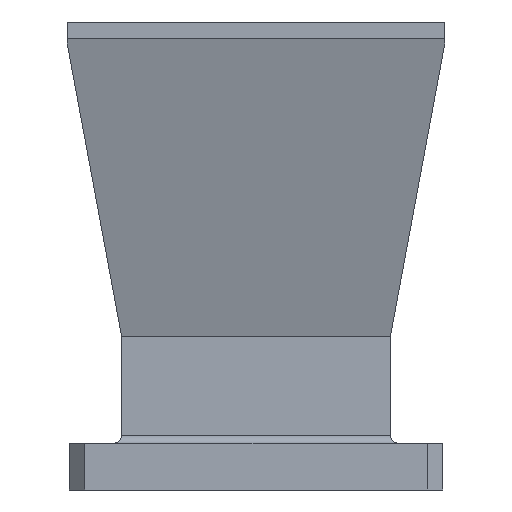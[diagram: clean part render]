
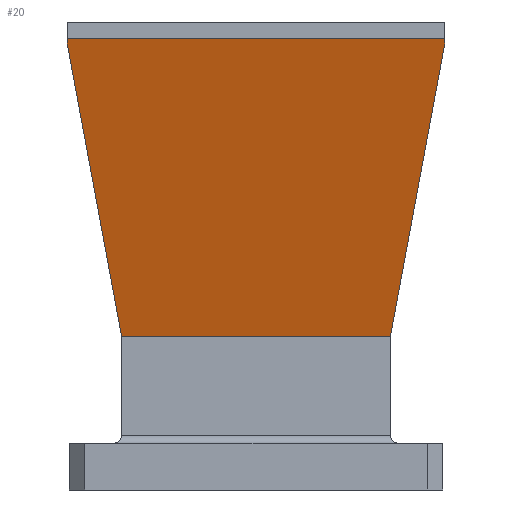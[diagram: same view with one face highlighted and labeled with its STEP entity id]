
A CAD part, left-side view. The second image highlights one B-rep face of the part: STEP entity #20.
In plain terms, the highlighted planar face has unit normal (-0.964, 0, -0.267).
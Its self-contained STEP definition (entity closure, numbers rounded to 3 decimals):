
#3 = EDGE_CURVE ( 'NONE', #1382, #1275, #441, .T. ) ;
#18 = AXIS2_PLACEMENT_3D ( 'NONE', #1058, #322, #905 ) ;
#20 = ADVANCED_FACE ( 'NONE', ( #1177 ), #1411, .F. ) ;
#21 = VECTOR ( 'NONE', #135, 1000. ) ;
#61 = CARTESIAN_POINT ( 'NONE',  ( -19.751, -24.211, 87.206 ) ) ;
#135 = DIRECTION ( 'NONE',  ( 0.267, 0., -0.964 ) ) ;
#183 = CARTESIAN_POINT ( 'NONE',  ( -19.751, -24.211, 87.206 ) ) ;
#187 = DIRECTION ( 'NONE',  ( -0.263, -0.176, 0.949 ) ) ;
#207 = LINE ( 'NONE', #183, #750 ) ;
#218 = VERTEX_POINT ( 'NONE', #471 ) ;
#233 = DIRECTION ( 'NONE',  ( -0.263, 0.176, 0.949 ) ) ;
#238 = LINE ( 'NONE', #1300, #633 ) ;
#267 = CARTESIAN_POINT ( 'NONE',  ( -19.898, 24.211, 87.737 ) ) ;
#282 = VERTEX_POINT ( 'NONE', #1159 ) ;
#288 = DIRECTION ( 'NONE',  ( 0.267, 0., -0.964 ) ) ;
#291 = VECTOR ( 'NONE', #1532, 1000. ) ;
#294 = VECTOR ( 'NONE', #288, 1000. ) ;
#307 = CARTESIAN_POINT ( 'NONE',  ( -9.312, -17.25, 49.592 ) ) ;
#308 = EDGE_CURVE ( 'NONE', #510, #667, #386, .T. ) ;
#309 = DIRECTION ( 'NONE',  ( -0.267, 0., 0.964 ) ) ;
#310 = VERTEX_POINT ( 'NONE', #1334 ) ;
#322 = DIRECTION ( 'NONE',  ( 0.964, 0., 0.267 ) ) ;
#386 = LINE ( 'NONE', #267, #21 ) ;
#407 = CARTESIAN_POINT ( 'NONE',  ( -19.898, 24.211, 87.737 ) ) ;
#419 = EDGE_CURVE ( 'NONE', #310, #510, #856, .T. ) ;
#434 = ORIENTED_EDGE ( 'NONE', *, *, #805, .T. ) ;
#437 = VECTOR ( 'NONE', #1035, 1000. ) ;
#441 = LINE ( 'NONE', #1299, #291 ) ;
#471 = CARTESIAN_POINT ( 'NONE',  ( -9.349, 17.25, 49.724 ) ) ;
#505 = EDGE_CURVE ( 'NONE', #1382, #1312, #1117, .T. ) ;
#510 = VERTEX_POINT ( 'NONE', #407 ) ;
#527 = EDGE_CURVE ( 'NONE', #218, #282, #881, .T. ) ;
#633 = VECTOR ( 'NONE', #233, 1000. ) ;
#667 = VERTEX_POINT ( 'NONE', #1224 ) ;
#672 = VECTOR ( 'NONE', #1472, 1000. ) ;
#696 = ORIENTED_EDGE ( 'NONE', *, *, #505, .T. ) ;
#718 = ORIENTED_EDGE ( 'NONE', *, *, #3, .F. ) ;
#750 = VECTOR ( 'NONE', #309, 1000. ) ;
#805 = EDGE_CURVE ( 'NONE', #1312, #310, #207, .T. ) ;
#856 = LINE ( 'NONE', #1097, #672 ) ;
#881 = LINE ( 'NONE', #1362, #294 ) ;
#883 = LINE ( 'NONE', #1259, #437 ) ;
#902 = CARTESIAN_POINT ( 'NONE',  ( -9.349, -17.25, 49.724 ) ) ;
#905 = DIRECTION ( 'NONE',  ( 0.267, 0., -0.964 ) ) ;
#993 = VECTOR ( 'NONE', #187, 1000. ) ;
#1033 = ORIENTED_EDGE ( 'NONE', *, *, #419, .T. ) ;
#1035 = DIRECTION ( 'NONE',  ( 0., -1., 0. ) ) ;
#1058 = CARTESIAN_POINT ( 'NONE',  ( 4.132, 0., 1.147 ) ) ;
#1065 = EDGE_CURVE ( 'NONE', #218, #667, #238, .T. ) ;
#1097 = CARTESIAN_POINT ( 'NONE',  ( -19.898, -24.711, 87.737 ) ) ;
#1107 = ORIENTED_EDGE ( 'NONE', *, *, #1252, .T. ) ;
#1117 = LINE ( 'NONE', #902, #993 ) ;
#1159 = CARTESIAN_POINT ( 'NONE',  ( -9.312, 17.25, 49.592 ) ) ;
#1177 = FACE_OUTER_BOUND ( 'NONE', #1499, .T. ) ;
#1224 = CARTESIAN_POINT ( 'NONE',  ( -19.751, 24.211, 87.206 ) ) ;
#1252 = EDGE_CURVE ( 'NONE', #282, #1275, #883, .T. ) ;
#1259 = CARTESIAN_POINT ( 'NONE',  ( -9.312, 14.25, 49.592 ) ) ;
#1275 = VERTEX_POINT ( 'NONE', #307 ) ;
#1299 = CARTESIAN_POINT ( 'NONE',  ( 4.132, -17.25, 1.147 ) ) ;
#1300 = CARTESIAN_POINT ( 'NONE',  ( -9.349, 17.25, 49.724 ) ) ;
#1307 = CARTESIAN_POINT ( 'NONE',  ( -9.349, -17.25, 49.724 ) ) ;
#1312 = VERTEX_POINT ( 'NONE', #61 ) ;
#1323 = ORIENTED_EDGE ( 'NONE', *, *, #308, .T. ) ;
#1334 = CARTESIAN_POINT ( 'NONE',  ( -19.898, -24.211, 87.737 ) ) ;
#1352 = ORIENTED_EDGE ( 'NONE', *, *, #527, .T. ) ;
#1362 = CARTESIAN_POINT ( 'NONE',  ( -9.349, 17.25, 49.724 ) ) ;
#1382 = VERTEX_POINT ( 'NONE', #1307 ) ;
#1411 = PLANE ( 'NONE',  #18 ) ;
#1472 = DIRECTION ( 'NONE',  ( 0., 1., 0. ) ) ;
#1495 = ORIENTED_EDGE ( 'NONE', *, *, #1065, .F. ) ;
#1499 = EDGE_LOOP ( 'NONE', ( #1323, #1495, #1352, #1107, #718, #696, #434, #1033 ) ) ;
#1532 = DIRECTION ( 'NONE',  ( 0.267, 0., -0.964 ) ) ;
